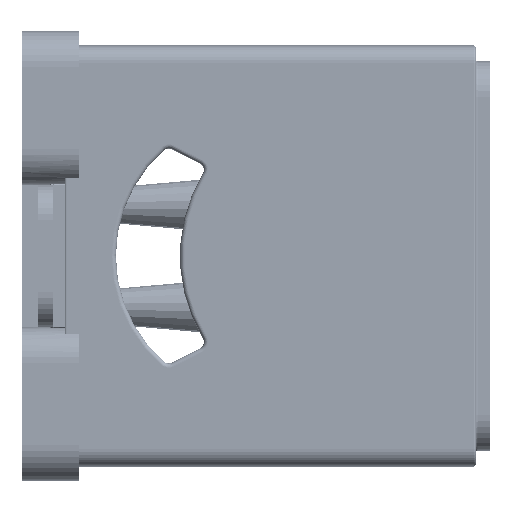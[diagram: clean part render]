
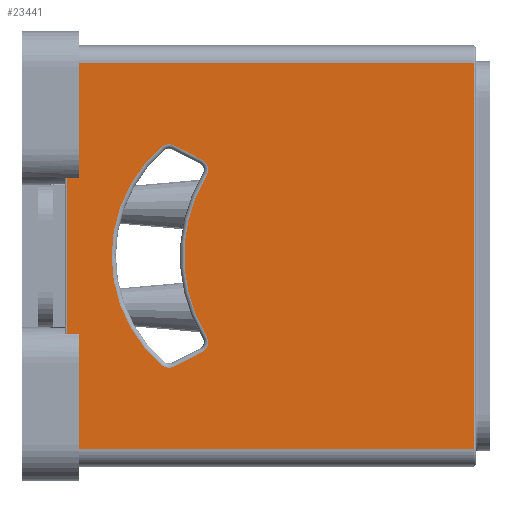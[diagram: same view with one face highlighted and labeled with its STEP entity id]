
A CAD part, left-side view. The second image highlights one B-rep face of the part: STEP entity #23441.
In plain terms, the highlighted planar face has unit normal (-1, 0, 0).
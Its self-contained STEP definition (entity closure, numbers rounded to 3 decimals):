
#6122 = EDGE_LOOP ( 'NONE', ( #18145, #18656, #18910, #18286 ) ) ;
#6238 = EDGE_LOOP ( 'NONE', ( #11924, #18243, #18421, #12023, #12006, #18949, #11914, #11872 ) ) ;
#11872 = ORIENTED_EDGE ( 'NONE', *, *, #71553, .T. ) ;
#11914 = ORIENTED_EDGE ( 'NONE', *, *, #71552, .T. ) ;
#11924 = ORIENTED_EDGE ( 'NONE', *, *, #71546, .T. ) ;
#12006 = ORIENTED_EDGE ( 'NONE', *, *, #71550, .T. ) ;
#12023 = ORIENTED_EDGE ( 'NONE', *, *, #71549, .T. ) ;
#18145 = ORIENTED_EDGE ( 'NONE', *, *, #71554, .F. ) ;
#18243 = ORIENTED_EDGE ( 'NONE', *, *, #71547, .T. ) ;
#18286 = ORIENTED_EDGE ( 'NONE', *, *, #71556, .T. ) ;
#18421 = ORIENTED_EDGE ( 'NONE', *, *, #71548, .T. ) ;
#18656 = ORIENTED_EDGE ( 'NONE', *, *, #71555, .T. ) ;
#18910 = ORIENTED_EDGE ( 'NONE', *, *, #71543, .T. ) ;
#18949 = ORIENTED_EDGE ( 'NONE', *, *, #71551, .T. ) ;
#23441 = ADVANCED_FACE ( 'NONE', ( #64033, #64044 ), #68309, .F. ) ;
#36128 = AXIS2_PLACEMENT_3D ( 'NONE', #45229, #45230, #45231 ) ;
#36129 = AXIS2_PLACEMENT_3D ( 'NONE', #45232, #45233, #45234 ) ;
#36130 = AXIS2_PLACEMENT_3D ( 'NONE', #45235, #45236, #45237 ) ;
#36131 = AXIS2_PLACEMENT_3D ( 'NONE', #45240, #45241, #45242 ) ;
#36132 = AXIS2_PLACEMENT_3D ( 'NONE', #45245, #45246, #45247 ) ;
#36133 = AXIS2_PLACEMENT_3D ( 'NONE', #45249, #45250, #45251 ) ;
#43616 = LINE ( 'NONE', #45219, #43619 ) ;
#43618 = CIRCLE ( 'NONE', #36129, 8. ) ;
#43619 = VECTOR ( 'NONE', #45220, 1000. ) ;
#43621 = CIRCLE ( 'NONE', #36128, 109.296 ) ;
#43622 = LINE ( 'NONE', #45248, #43635 ) ;
#43623 = LINE ( 'NONE', #45221, #43625 ) ;
#43624 = CIRCLE ( 'NONE', #36130, 8. ) ;
#43625 = VECTOR ( 'NONE', #45228, 1000. ) ;
#43626 = CIRCLE ( 'NONE', #36131, 101.418 ) ;
#43627 = CIRCLE ( 'NONE', #36132, 8. ) ;
#43628 = LINE ( 'NONE', #45238, #43630 ) ;
#43629 = CIRCLE ( 'NONE', #36133, 8. ) ;
#43630 = VECTOR ( 'NONE', #45239, 1000. ) ;
#43631 = LINE ( 'NONE', #45243, #43633 ) ;
#43633 = VECTOR ( 'NONE', #45244, 1000. ) ;
#43634 = LINE ( 'NONE', #45254, #43637 ) ;
#43635 = VECTOR ( 'NONE', #45253, 1000. ) ;
#43637 = VECTOR ( 'NONE', #45255, 1000. ) ;
#45050 = CARTESIAN_POINT ( 'NONE',  ( -198., 192.54, 67.669 ) ) ;
#45057 = CARTESIAN_POINT ( 'NONE',  ( -198., 221.067, 76.586 ) ) ;
#45061 = CARTESIAN_POINT ( 'NONE',  ( -198., 221.067, -76.586 ) ) ;
#45062 = CARTESIAN_POINT ( 'NONE',  ( -198., 1.5, 135.5 ) ) ;
#45074 = CARTESIAN_POINT ( 'NONE',  ( -198., 212.193, -77.674 ) ) ;
#45082 = CARTESIAN_POINT ( 'NONE',  ( -198., 189.318, 56.41 ) ) ;
#45093 = CARTESIAN_POINT ( 'NONE',  ( -198., 212.193, 77.674 ) ) ;
#45106 = CARTESIAN_POINT ( 'NONE',  ( -198., 189.318, -56.41 ) ) ;
#45108 = CARTESIAN_POINT ( 'NONE',  ( -198., 287.5, -135.5 ) ) ;
#45110 = CARTESIAN_POINT ( 'NONE',  ( -198., 1.5, -135.5 ) ) ;
#45111 = CARTESIAN_POINT ( 'NONE',  ( -198., 287.5, 135.5 ) ) ;
#45113 = CARTESIAN_POINT ( 'NONE',  ( -198., 192.54, -67.669 ) ) ;
#45219 = CARTESIAN_POINT ( 'NONE',  ( -198., 289., -135.5 ) ) ;
#45220 = DIRECTION ( 'NONE',  ( 0., -1., 0. ) ) ;
#45221 = CARTESIAN_POINT ( 'NONE',  ( -198., 187.004, -64.85 ) ) ;
#45228 = DIRECTION ( 'NONE',  ( 0., 0.891, -0.454 ) ) ;
#45229 = CARTESIAN_POINT ( 'NONE',  ( -198., 95.704, 0. ) ) ;
#45230 = DIRECTION ( 'NONE',  ( -1., 0., 0. ) ) ;
#45231 = DIRECTION ( 'NONE',  ( 0., 0., -1. ) ) ;
#45232 = CARTESIAN_POINT ( 'NONE',  ( -198., 196.17, -60.539 ) ) ;
#45233 = DIRECTION ( 'NONE',  ( 1., 0., 0. ) ) ;
#45234 = DIRECTION ( 'NONE',  ( 0., 0., -1. ) ) ;
#45235 = CARTESIAN_POINT ( 'NONE',  ( -198., 215.822, -70.544 ) ) ;
#45236 = DIRECTION ( 'NONE',  ( 1., 0., 0. ) ) ;
#45237 = DIRECTION ( 'NONE',  ( 0., 0., -1. ) ) ;
#45238 = CARTESIAN_POINT ( 'NONE',  ( -198., 296.57, 120.63 ) ) ;
#45239 = DIRECTION ( 'NONE',  ( 0., -0.891, -0.454 ) ) ;
#45240 = CARTESIAN_POINT ( 'NONE',  ( -198., 154.582, 0. ) ) ;
#45241 = DIRECTION ( 'NONE',  ( 1., 0., 0. ) ) ;
#45242 = DIRECTION ( 'NONE',  ( 0., 0., -1. ) ) ;
#45243 = CARTESIAN_POINT ( 'NONE',  ( -198., 289., 135.5 ) ) ;
#45244 = DIRECTION ( 'NONE',  ( 0., -1., 0. ) ) ;
#45245 = CARTESIAN_POINT ( 'NONE',  ( -198., 215.822, 70.544 ) ) ;
#45246 = DIRECTION ( 'NONE',  ( 1., 0., 0. ) ) ;
#45247 = DIRECTION ( 'NONE',  ( 0., 0., -1. ) ) ;
#45248 = CARTESIAN_POINT ( 'NONE',  ( -198., 287.5, -135.5 ) ) ;
#45249 = CARTESIAN_POINT ( 'NONE',  ( -198., 196.17, 60.539 ) ) ;
#45250 = DIRECTION ( 'NONE',  ( 1., 0., 0. ) ) ;
#45251 = DIRECTION ( 'NONE',  ( 0., 0., -1. ) ) ;
#45253 = DIRECTION ( 'NONE',  ( 0., 0., -1. ) ) ;
#45254 = CARTESIAN_POINT ( 'NONE',  ( -198., 1.5, 135.5 ) ) ;
#45255 = DIRECTION ( 'NONE',  ( 0., 0., 1. ) ) ;
#62735 = AXIS2_PLACEMENT_3D ( 'NONE', #68308, #68314, #68315 ) ;
#64033 = FACE_BOUND ( 'NONE', #6238, .T. ) ;
#64044 = FACE_OUTER_BOUND ( 'NONE', #6122, .T. ) ;
#68308 = CARTESIAN_POINT ( 'NONE',  ( -198., 289., 135.5 ) ) ;
#68309 = PLANE ( 'NONE',  #62735 ) ;
#68314 = DIRECTION ( 'NONE',  ( 1., 0., 0. ) ) ;
#68315 = DIRECTION ( 'NONE',  ( 0., 0., -1. ) ) ;
#71296 = VERTEX_POINT ( 'NONE', #45050 ) ;
#71327 = VERTEX_POINT ( 'NONE', #45057 ) ;
#71339 = VERTEX_POINT ( 'NONE', #45061 ) ;
#71341 = VERTEX_POINT ( 'NONE', #45062 ) ;
#71399 = VERTEX_POINT ( 'NONE', #45074 ) ;
#71431 = VERTEX_POINT ( 'NONE', #45082 ) ;
#71474 = VERTEX_POINT ( 'NONE', #45093 ) ;
#71487 = VERTEX_POINT ( 'NONE', #45106 ) ;
#71489 = VERTEX_POINT ( 'NONE', #45108 ) ;
#71491 = VERTEX_POINT ( 'NONE', #45110 ) ;
#71492 = VERTEX_POINT ( 'NONE', #45111 ) ;
#71494 = VERTEX_POINT ( 'NONE', #45113 ) ;
#71543 = EDGE_CURVE ( 'NONE', #71489, #71491, #43616, .T. ) ;
#71546 = EDGE_CURVE ( 'NONE', #71431, #71487, #43621, .T. ) ;
#71547 = EDGE_CURVE ( 'NONE', #71487, #71494, #43618, .T. ) ;
#71548 = EDGE_CURVE ( 'NONE', #71494, #71399, #43623, .T. ) ;
#71549 = EDGE_CURVE ( 'NONE', #71399, #71339, #43624, .T. ) ;
#71550 = EDGE_CURVE ( 'NONE', #71339, #71327, #43626, .T. ) ;
#71551 = EDGE_CURVE ( 'NONE', #71327, #71474, #43627, .T. ) ;
#71552 = EDGE_CURVE ( 'NONE', #71474, #71296, #43628, .T. ) ;
#71553 = EDGE_CURVE ( 'NONE', #71296, #71431, #43629, .T. ) ;
#71554 = EDGE_CURVE ( 'NONE', #71492, #71341, #43631, .T. ) ;
#71555 = EDGE_CURVE ( 'NONE', #71492, #71489, #43622, .T. ) ;
#71556 = EDGE_CURVE ( 'NONE', #71491, #71341, #43634, .T. ) ;
